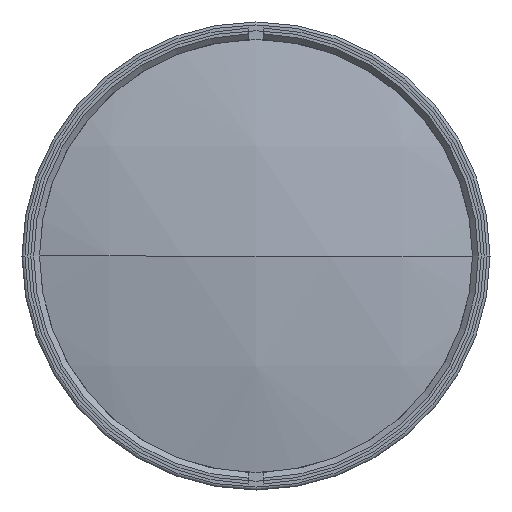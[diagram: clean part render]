
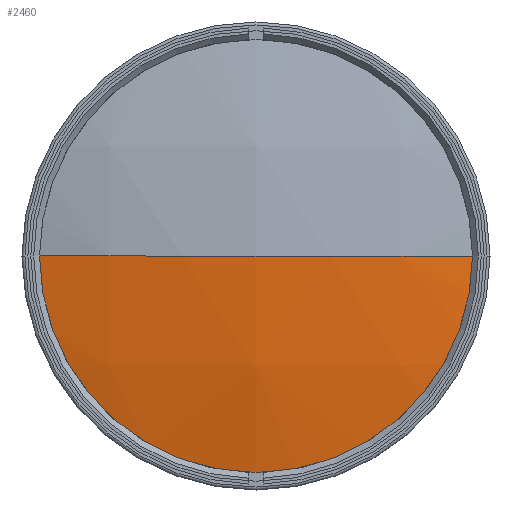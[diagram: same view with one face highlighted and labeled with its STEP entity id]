
A CAD part, left-side view. The second image highlights one B-rep face of the part: STEP entity #2460.
In plain terms, the highlighted spherical face has radius 161 mm.
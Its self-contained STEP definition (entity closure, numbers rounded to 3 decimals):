
#7 = CARTESIAN_POINT ( 'NONE',  ( -4.23, 0., 0. ) ) ;
#13 = VERTEX_POINT ( 'NONE', #1087 ) ;
#37 = AXIS2_PLACEMENT_3D ( 'NONE', #7, #527, #1824 ) ;
#51 = ORIENTED_EDGE ( 'NONE', *, *, #2526, .F. ) ;
#460 = DIRECTION ( 'NONE',  ( 0., 0., 1. ) ) ;
#527 = DIRECTION ( 'NONE',  ( 0., 0., -1. ) ) ;
#744 = CARTESIAN_POINT ( 'NONE',  ( -160.802, -37.5, 0. ) ) ;
#761 = VERTEX_POINT ( 'NONE', #989 ) ;
#888 = EDGE_LOOP ( 'NONE', ( #2930, #2402, #51 ) ) ;
#989 = CARTESIAN_POINT ( 'NONE',  ( -165.23, 0., 0. ) ) ;
#1087 = CARTESIAN_POINT ( 'NONE',  ( -160.802, 37.5, 0. ) ) ;
#1095 = CIRCLE ( 'NONE', #3139, 161. ) ;
#1171 = DIRECTION ( 'NONE',  ( 0., 0., 1. ) ) ;
#1641 = CIRCLE ( 'NONE', #37, 161. ) ;
#1691 = DIRECTION ( 'NONE',  ( 0., 0., -1. ) ) ;
#1740 = DIRECTION ( 'NONE',  ( 0., 1., 0. ) ) ;
#1761 = CARTESIAN_POINT ( 'NONE',  ( -4.23, 0., 0. ) ) ;
#1779 = EDGE_CURVE ( 'NONE', #1917, #761, #1641, .T. ) ;
#1824 = DIRECTION ( 'NONE',  ( 0., 1., 0. ) ) ;
#1917 = VERTEX_POINT ( 'NONE', #744 ) ;
#2229 = AXIS2_PLACEMENT_3D ( 'NONE', #3244, #1691, #1740 ) ;
#2244 = DIRECTION ( 'NONE',  ( -1., 0., 0. ) ) ;
#2401 = AXIS2_PLACEMENT_3D ( 'NONE', #2984, #2244, #460 ) ;
#2402 = ORIENTED_EDGE ( 'NONE', *, *, #1779, .T. ) ;
#2460 = ADVANCED_FACE ( 'NONE', ( #2484 ), #2538, .T. ) ;
#2484 = FACE_OUTER_BOUND ( 'NONE', #888, .T. ) ;
#2526 = EDGE_CURVE ( 'NONE', #13, #761, #1095, .T. ) ;
#2538 = SPHERICAL_SURFACE ( 'NONE', #2229, 161. ) ;
#2739 = DIRECTION ( 'NONE',  ( 0., -1., 0. ) ) ;
#2846 = EDGE_CURVE ( 'NONE', #13, #1917, #3300, .T. ) ;
#2930 = ORIENTED_EDGE ( 'NONE', *, *, #2846, .T. ) ;
#2984 = CARTESIAN_POINT ( 'NONE',  ( -160.802, 0., 0. ) ) ;
#3139 = AXIS2_PLACEMENT_3D ( 'NONE', #1761, #1171, #2739 ) ;
#3244 = CARTESIAN_POINT ( 'NONE',  ( -4.23, 0., 0. ) ) ;
#3300 = CIRCLE ( 'NONE', #2401, 37.5 ) ;
